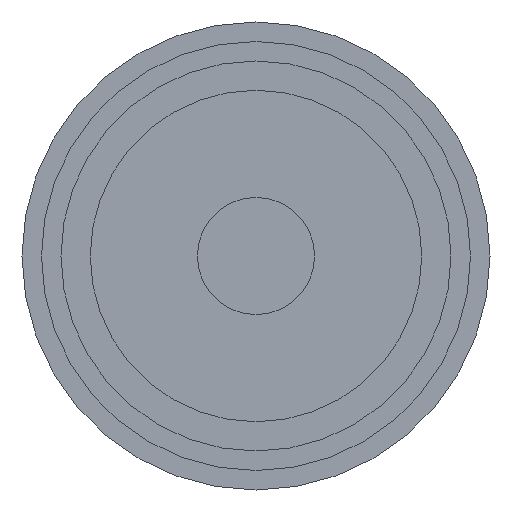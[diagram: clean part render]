
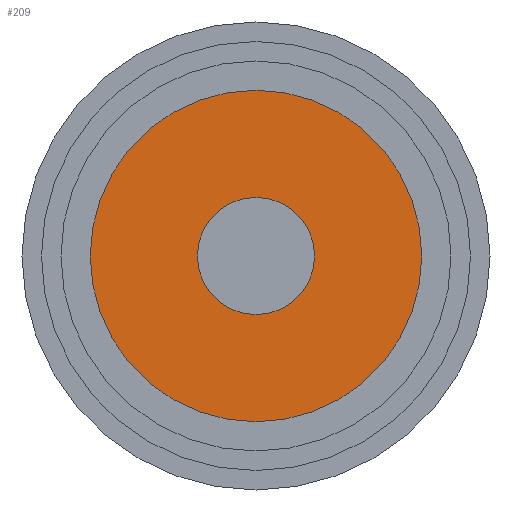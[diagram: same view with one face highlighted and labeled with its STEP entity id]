
A CAD part, front view. The second image highlights one B-rep face of the part: STEP entity #209.
In plain terms, the highlighted planar face has unit normal (0, -1, 0).
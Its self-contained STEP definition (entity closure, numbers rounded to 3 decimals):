
#20=FACE_BOUND('',#68,.T.);
#30=PLANE('',#256);
#46=FACE_OUTER_BOUND('',#67,.T.);
#67=EDGE_LOOP('',(#186));
#68=EDGE_LOOP('',(#187));
#83=CIRCLE('',#225,1.5);
#99=CIRCLE('',#255,4.25);
#100=VERTEX_POINT('',#334);
#115=VERTEX_POINT('',#385);
#116=EDGE_CURVE('',#100,#100,#83,.T.);
#139=EDGE_CURVE('',#115,#115,#99,.T.);
#186=ORIENTED_EDGE('',*,*,#139,.F.);
#187=ORIENTED_EDGE('',*,*,#116,.T.);
#209=ADVANCED_FACE('',(#46,#20),#30,.F.);
#225=AXIS2_PLACEMENT_3D('',#335,#261,#262);
#255=AXIS2_PLACEMENT_3D('',#387,#328,#329);
#256=AXIS2_PLACEMENT_3D('',#388,#330,#331);
#261=DIRECTION('center_axis',(0.,1.,0.));
#262=DIRECTION('ref_axis',(1.,0.,0.));
#328=DIRECTION('center_axis',(0.,1.,0.));
#329=DIRECTION('ref_axis',(1.,0.,0.));
#330=DIRECTION('center_axis',(0.,1.,0.));
#331=DIRECTION('ref_axis',(1.,0.,0.));
#334=CARTESIAN_POINT('',(-1.5,0.,0.));
#335=CARTESIAN_POINT('Origin',(0.,0.,0.));
#385=CARTESIAN_POINT('',(-4.25,0.,0.));
#387=CARTESIAN_POINT('Origin',(0.,0.,0.));
#388=CARTESIAN_POINT('Origin',(0.,0.,0.));
